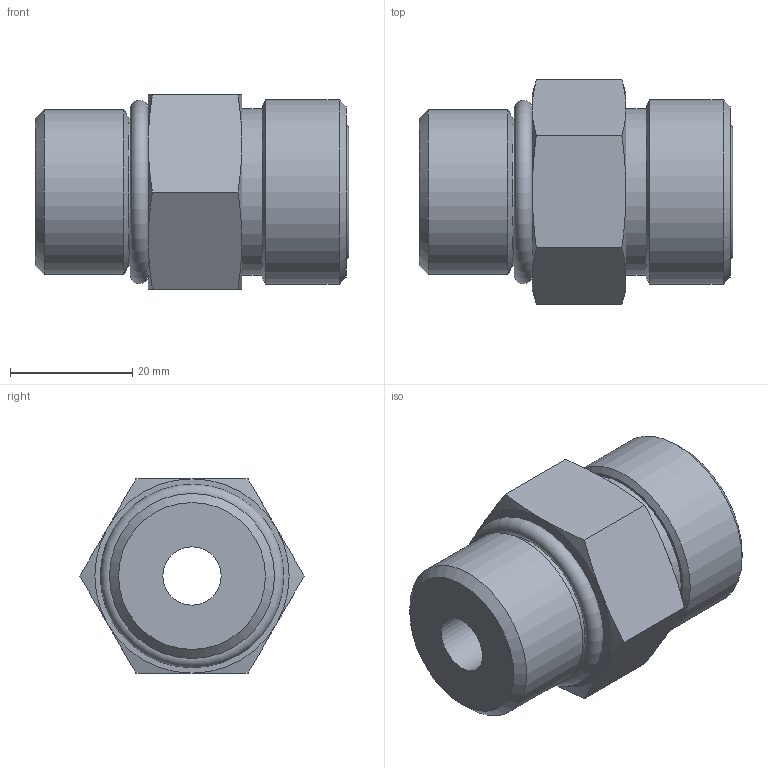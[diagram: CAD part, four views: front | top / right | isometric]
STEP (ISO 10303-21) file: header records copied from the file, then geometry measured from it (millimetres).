
FILE_DESCRIPTION((''),'2;1');
FILE_NAME('28009-812.stp','2015-02-16T15:56:54',('jml'),(''),'Autodesk Inventor 2010','Autodesk Inventor 2010','');
FILE_SCHEMA(('AUTOMOTIVE_DESIGN { 1 0 10303 214 1 1 1 1 }'));
Length unit declared in the file: inch
Products named in the file (4): 28009-812; 220694; 018 O-RING; 912 O-RING
Assembly tree (3 placements, depth 2):
  28009-812
    220694
    018 O-RING
    912 O-RING
Bounding box: 51.26 x 36.66 x 31.75 mm (x, y, z)
Volume: 31920.6 mm3; surface area: 9457 mm2
Topology: 3 solids, 3 shells, 38 faces, 75 edges, 44 vertices
Faces by surface type: cone 16, plane 13, cylinder 6, torus 2, bspline 1
Full cylindrical faces by diameter (mm): 17.704 x1, 22.276 x1, 24.054 x1, 26.975 x1, 27.178 x1, 30.15 x1
Entity records: 1050 total; most frequent: CARTESIAN_POINT 216, DIRECTION 160, ORIENTED_EDGE 126, AXIS2_PLACEMENT_3D 77, EDGE_CURVE 63, EDGE_LOOP 56, VERTEX_POINT 43, FACE_OUTER_BOUND 38
